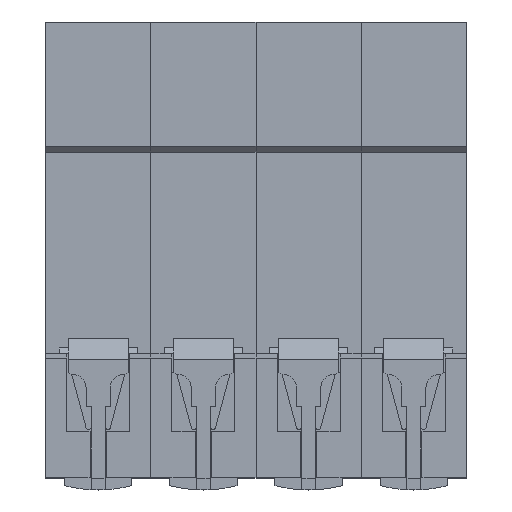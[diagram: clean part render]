
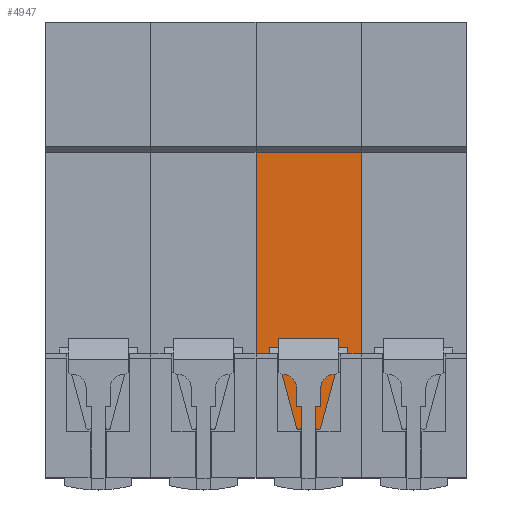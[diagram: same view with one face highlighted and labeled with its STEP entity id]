
A CAD part, top view. The second image highlights one B-rep face of the part: STEP entity #4947.
In plain terms, the highlighted planar face has unit normal (0, 0, 1).
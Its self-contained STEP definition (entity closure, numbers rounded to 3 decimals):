
#286 = EDGE_CURVE ( 'NONE', #5805, #3025, #2620, .T. ) ;
#299 = EDGE_CURVE ( 'NONE', #2416, #7311, #1904, .T. ) ;
#418 = EDGE_CURVE ( 'NONE', #8035, #8116, #8954, .T. ) ;
#1631 = LINE ( 'NONE', #2405, #9664 ) ;
#1904 = LINE ( 'NONE', #6143, #6040 ) ;
#2145 = EDGE_CURVE ( 'NONE', #2416, #8035, #1631, .T. ) ;
#2209 = ORIENTED_EDGE ( 'NONE', *, *, #418, .T. ) ;
#2405 = CARTESIAN_POINT ( 'NONE',  ( 6.899, -39., 27.804 ) ) ;
#2416 = VERTEX_POINT ( 'NONE', #3513 ) ;
#2425 = EDGE_LOOP ( 'NONE', ( #3754, #2209, #5806, #5666, #5705, #10001, #4790, #9012 ) ) ;
#2482 = VECTOR ( 'NONE', #5235, 1000. ) ;
#2484 = EDGE_CURVE ( 'NONE', #3025, #8240, #2581, .T. ) ;
#2495 = DIRECTION ( 'NONE',  ( 1., 0., 0. ) ) ;
#2519 = CARTESIAN_POINT ( 'NONE',  ( 6.899, -17.75, 27.804 ) ) ;
#2581 = LINE ( 'NONE', #9832, #8550 ) ;
#2620 = LINE ( 'NONE', #3746, #6271 ) ;
#3025 = VERTEX_POINT ( 'NONE', #4116 ) ;
#3360 = DIRECTION ( 'NONE',  ( 1., 0., 0. ) ) ;
#3513 = CARTESIAN_POINT ( 'NONE',  ( 6.899, -39., 27.804 ) ) ;
#3589 = VECTOR ( 'NONE', #2495, 1000. ) ;
#3746 = CARTESIAN_POINT ( 'NONE',  ( -9., -17.75, 27.804 ) ) ;
#3754 = ORIENTED_EDGE ( 'NONE', *, *, #2145, .T. ) ;
#3782 = DIRECTION ( 'NONE',  ( -1., 0., 0. ) ) ;
#3875 = EDGE_CURVE ( 'NONE', #8902, #8116, #6380, .T. ) ;
#3923 = CARTESIAN_POINT ( 'NONE',  ( 9., -17.75, 27.804 ) ) ;
#4107 = PLANE ( 'NONE',  #6966 ) ;
#4116 = CARTESIAN_POINT ( 'NONE',  ( -9., -17.75, 27.804 ) ) ;
#4310 = LINE ( 'NONE', #6771, #2482 ) ;
#4578 = CARTESIAN_POINT ( 'NONE',  ( 9., 17.75, 27.804 ) ) ;
#4595 = CARTESIAN_POINT ( 'NONE',  ( -6.899, -39., 27.804 ) ) ;
#4707 = DIRECTION ( 'NONE',  ( 0., -1., 0. ) ) ;
#4790 = ORIENTED_EDGE ( 'NONE', *, *, #6895, .F. ) ;
#4853 = EDGE_CURVE ( 'NONE', #5805, #8902, #5918, .T. ) ;
#4894 = CARTESIAN_POINT ( 'NONE',  ( 9., -17.75, 27.804 ) ) ;
#4947 = ADVANCED_FACE ( 'NONE', ( #6755 ), #4107, .T. ) ;
#5235 = DIRECTION ( 'NONE',  ( 0., 1., 0. ) ) ;
#5666 = ORIENTED_EDGE ( 'NONE', *, *, #4853, .F. ) ;
#5705 = ORIENTED_EDGE ( 'NONE', *, *, #286, .T. ) ;
#5805 = VERTEX_POINT ( 'NONE', #6461 ) ;
#5806 = ORIENTED_EDGE ( 'NONE', *, *, #3875, .F. ) ;
#5918 = LINE ( 'NONE', #6410, #3589 ) ;
#6040 = VECTOR ( 'NONE', #3782, 1000. ) ;
#6074 = DIRECTION ( 'NONE',  ( 0., -1., 0. ) ) ;
#6143 = CARTESIAN_POINT ( 'NONE',  ( -1.4, -39., 27.804 ) ) ;
#6271 = VECTOR ( 'NONE', #6074, 1000. ) ;
#6311 = DIRECTION ( 'NONE',  ( 1., 0., 0. ) ) ;
#6380 = LINE ( 'NONE', #3923, #8221 ) ;
#6410 = CARTESIAN_POINT ( 'NONE',  ( -9., 17.75, 27.804 ) ) ;
#6457 = CARTESIAN_POINT ( 'NONE',  ( -9., -17.75, 27.804 ) ) ;
#6461 = CARTESIAN_POINT ( 'NONE',  ( -9., 17.75, 27.804 ) ) ;
#6755 = FACE_OUTER_BOUND ( 'NONE', #2425, .T. ) ;
#6771 = CARTESIAN_POINT ( 'NONE',  ( -6.899, -39., 27.804 ) ) ;
#6879 = VECTOR ( 'NONE', #7476, 1000. ) ;
#6895 = EDGE_CURVE ( 'NONE', #7311, #8240, #4310, .T. ) ;
#6966 = AXIS2_PLACEMENT_3D ( 'NONE', #6457, #8023, #3360 ) ;
#7311 = VERTEX_POINT ( 'NONE', #4595 ) ;
#7429 = CARTESIAN_POINT ( 'NONE',  ( -6.899, -17.75, 27.804 ) ) ;
#7476 = DIRECTION ( 'NONE',  ( 1., 0., 0. ) ) ;
#8023 = DIRECTION ( 'NONE',  ( 0., 0., 1. ) ) ;
#8035 = VERTEX_POINT ( 'NONE', #2519 ) ;
#8116 = VERTEX_POINT ( 'NONE', #4894 ) ;
#8221 = VECTOR ( 'NONE', #4707, 1000. ) ;
#8240 = VERTEX_POINT ( 'NONE', #7429 ) ;
#8255 = CARTESIAN_POINT ( 'NONE',  ( -9., -17.75, 27.804 ) ) ;
#8550 = VECTOR ( 'NONE', #6311, 1000. ) ;
#8902 = VERTEX_POINT ( 'NONE', #4578 ) ;
#8954 = LINE ( 'NONE', #8255, #6879 ) ;
#9012 = ORIENTED_EDGE ( 'NONE', *, *, #299, .F. ) ;
#9406 = DIRECTION ( 'NONE',  ( 0., 1., 0. ) ) ;
#9664 = VECTOR ( 'NONE', #9406, 1000. ) ;
#9832 = CARTESIAN_POINT ( 'NONE',  ( -9., -17.75, 27.804 ) ) ;
#10001 = ORIENTED_EDGE ( 'NONE', *, *, #2484, .T. ) ;
